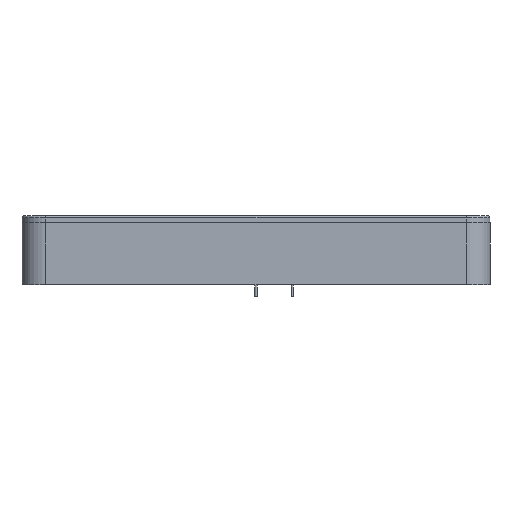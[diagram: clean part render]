
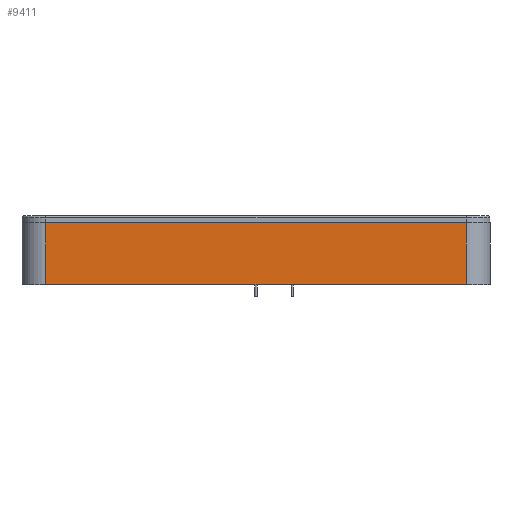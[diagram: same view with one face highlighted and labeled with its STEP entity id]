
A CAD part, front view. The second image highlights one B-rep face of the part: STEP entity #9411.
In plain terms, the highlighted planar face has unit normal (0, -1, 0).
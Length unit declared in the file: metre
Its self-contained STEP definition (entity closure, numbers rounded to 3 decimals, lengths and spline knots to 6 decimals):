
#423=LINE('',#14386,#1035);
#424=LINE('',#14389,#1036);
#425=LINE('',#14391,#1037);
#426=LINE('',#14393,#1038);
#1035=VECTOR('',#11765,1.);
#1036=VECTOR('',#11766,1.);
#1037=VECTOR('',#11767,1.);
#1038=VECTOR('',#11768,1.);
#1581=PLANE('',#10335);
#2437=ORIENTED_EDGE('',*,*,#4715,.T.);
#2438=ORIENTED_EDGE('',*,*,#4716,.T.);
#2439=ORIENTED_EDGE('',*,*,#4717,.F.);
#2440=ORIENTED_EDGE('',*,*,#4718,.T.);
#4715=EDGE_CURVE('',#5989,#5990,#423,.T.);
#4716=EDGE_CURVE('',#5990,#5991,#424,.F.);
#4717=EDGE_CURVE('',#5992,#5991,#425,.T.);
#4718=EDGE_CURVE('',#5992,#5989,#426,.T.);
#5989=VERTEX_POINT('',#14387);
#5990=VERTEX_POINT('',#14388);
#5991=VERTEX_POINT('',#14390);
#5992=VERTEX_POINT('',#14392);
#7563=EDGE_LOOP('',(#2437,#2438,#2439,#2440));
#8567=FACE_BOUND('',#7563,.T.);
#9411=ADVANCED_FACE('',(#8567),#1581,.F.);
#10335=AXIS2_PLACEMENT_3D('',#14385,#11763,#11764);
#11763=DIRECTION('',(0.,1.,0.));
#11764=DIRECTION('',(-1.,0.,0.));
#11765=DIRECTION('',(1.,0.,0.));
#11766=DIRECTION('',(0.,0.,-1.));
#11767=DIRECTION('',(1.,0.,0.));
#11768=DIRECTION('',(0.,0.,-1.));
#14385=CARTESIAN_POINT('',(0.,-0.0595,0.013));
#14386=CARTESIAN_POINT('',(0.,-0.0595,0.));
#14387=CARTESIAN_POINT('',(-0.04425,-0.0595,0.));
#14388=CARTESIAN_POINT('',(0.04425,-0.0595,0.));
#14389=CARTESIAN_POINT('',(0.04425,-0.0595,0.013));
#14390=CARTESIAN_POINT('',(0.04425,-0.0595,0.013));
#14391=CARTESIAN_POINT('',(0.,-0.0595,0.013));
#14392=CARTESIAN_POINT('',(-0.04425,-0.0595,0.013));
#14393=CARTESIAN_POINT('',(-0.04425,-0.0595,0.013));
